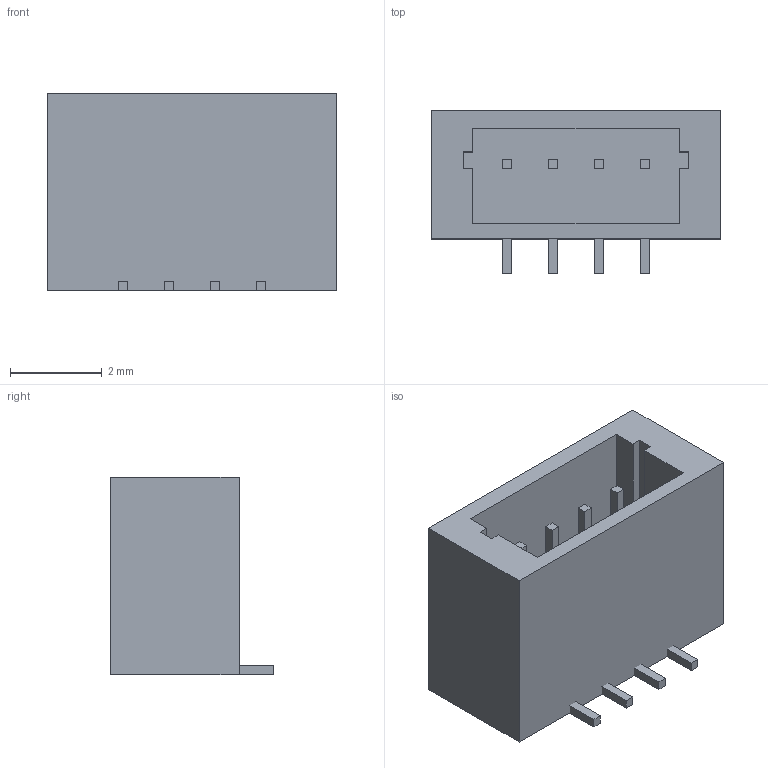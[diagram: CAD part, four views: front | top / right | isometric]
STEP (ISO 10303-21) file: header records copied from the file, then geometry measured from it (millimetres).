
FILE_DESCRIPTION(/* description */ (''),/* implementation_level */ '2;1');
FILE_NAME(/* name */ 'SH-SMT_4pin.step',/* time_stamp */ '2024-09-25T22:45:04-07:00',/* author */ (''),/* organization */ (''),/* preprocessor_version */ 'ST-DEVELOPER v20',/* originating_system */ 'Autodesk Translation Framework v13.20.0.188',/* authorisation */ '');
FILE_SCHEMA (('AUTOMOTIVE_DESIGN { 1 0 10303 214 3 1 1 }'));
Length unit declared in the file: millimetre
Products named in the file (1): SH-SMT
Bounding box: 6.3 x 3.55 x 4.3 mm (x, y, z)
Volume: 41 mm3; surface area: 185.1 mm2
Topology: 5 solids, 5 shells, 59 faces, 144 edges, 96 vertices
Faces by surface type: plane 51, cylinder 8
Entity records: 1750 total; most frequent: CARTESIAN_POINT 300, ORIENTED_EDGE 288, DIRECTION 280, EDGE_CURVE 144, LINE 128, VECTOR 128, VERTEX_POINT 96, AXIS2_PLACEMENT_3D 76
